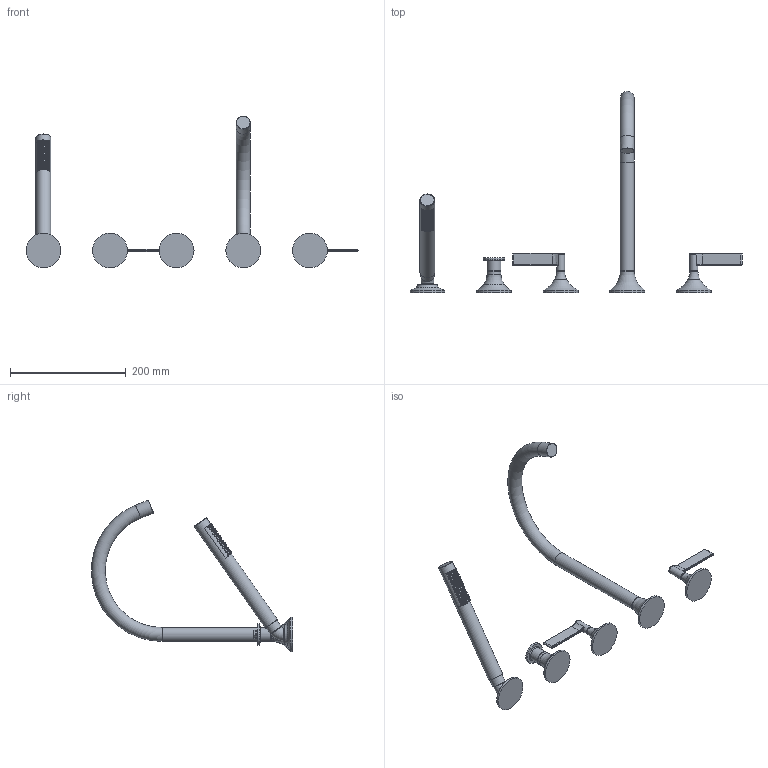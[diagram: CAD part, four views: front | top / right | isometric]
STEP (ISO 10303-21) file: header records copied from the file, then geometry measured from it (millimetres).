
FILE_DESCRIPTION (( 'STEP AP203' ), '1' );
FILE_NAME ('27522819-00.STEP', '2019-07-17T05:11:20', ( '' ), ( '' ), 'SwSTEP 2.0', 'SolidWorks 2017', '' );
FILE_SCHEMA (( 'CONFIG_CONTROL_DESIGN' ));
Length unit declared in the file: millimetre
Products named in the file (13): Planungsmodell_Koerper-+-04.12.11.140.10_04_K1; Planungsmodell_Einsatz-+-04.12.11.140.10_02_K1; Planungsmodell_Rosette-+-09.27.80.011.90-01_K2_D60x37 (Rohranschluss D24); Planungsmodell_Einsatz-+-04.12.11.140.10_03_K1; Planungsmodell_Rohr-+-09.28.22.316.90-01_K1_D24x310; Planungsmodell_Handbrause-+-04.12.11.140.10_01_K1; Planungsmodell_Rosette-+-09.27.80.010.90-01_K1_D60x37; Planungsmodell_Nippel-+-09.24.04.019.94-01_-; Planungsmodell_Griff-+-09.20.80.012-01_K1; 27522819-00; Planungsmodell_Rosette-+-09.27.80.016.90-01_K2_D60x37; Planungsmodell_Rosette-+-09.27.80.016.90-01_K1_D60x13,70; Planungsmodell_Knopf-+-09.20.80.016.90-01_K1
Assembly tree (14 placements, depth 4):
  27522819-00
    Planungsmodell_Rosette-+-09.27.80.011.90-01_K2_D60x37 (Rohranschluss D24)
    Planungsmodell_Rohr-+-09.28.22.316.90-01_K1_D24x310
    Planungsmodell_Rosette-+-09.27.80.010.90-01_K1_D60x37  x2
    Planungsmodell_Griff-+-09.20.80.012-01_K1  x2
    Planungsmodell_Rosette-+-09.27.80.016.90-01_K2_D60x37
    Planungsmodell_Rosette-+-09.27.80.016.90-01_K1_D60x13,70
    Planungsmodell_Knopf-+-09.20.80.016.90-01_K1
    Planungsmodell_Handbrause-+-04.12.11.140.10_01_K1
      Planungsmodell_Koerper-+-04.12.11.140.10_04_K1
      Planungsmodell_Einsatz-+-04.12.11.140.10_03_K1
        Planungsmodell_Einsatz-+-04.12.11.140.10_02_K1
    Planungsmodell_Nippel-+-09.24.04.019.94-01_-
Bounding box: 573 x 347 x 261.88 mm (x, y, z)
Volume: 586569.1 mm3; surface area: 121856.9 mm2
Topology: 12 solids, 12 shells, 347 faces, 686 edges, 433 vertices
Faces by surface type: cylinder 106, plane 103, torus 103, bspline 32, sphere 3
Full cylindrical faces by diameter (mm): 3 x65, 10.36 x2, 14 x2, 16.5 x1, 19.5 x1, 20.6 x1, 20.8 x1, 23.2 x1, 24 x4, 24.7 x1, 26 x1, 37.5 x1, 60 x5
Entity records: 11222 total; most frequent: CARTESIAN_POINT 4830, DIRECTION 1069, ORIENTED_EDGE 680, EDGE_LOOP 548, AXIS2_PLACEMENT_3D 524, FACE_OUTER_BOUND 475, EDGE_CURVE 340, VERTEX_POINT 304
